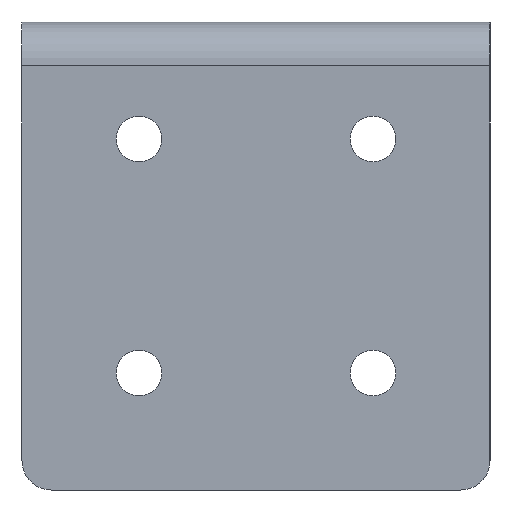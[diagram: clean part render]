
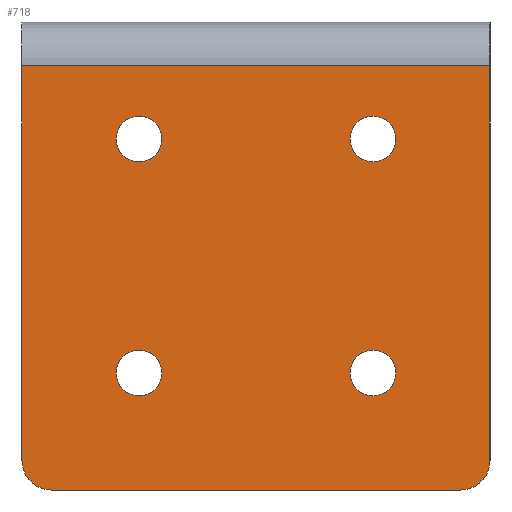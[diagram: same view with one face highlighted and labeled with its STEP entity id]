
A CAD part, left-side view. The second image highlights one B-rep face of the part: STEP entity #718.
In plain terms, the highlighted planar face has unit normal (-1, 0, 0).
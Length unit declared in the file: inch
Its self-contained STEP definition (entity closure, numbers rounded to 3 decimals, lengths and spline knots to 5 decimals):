
#21 = CARTESIAN_POINT ( 'NONE',  ( 0., 1.5, -1.402 ) ) ;
#29 = DIRECTION ( 'NONE',  ( 0., 0., -1. ) ) ;
#30 = CIRCLE ( 'NONE', #1257, 0.098 ) ;
#38 = CARTESIAN_POINT ( 'NONE',  ( 0., 1.5, -1.5 ) ) ;
#39 = DIRECTION ( 'NONE',  ( -1., 0., 0. ) ) ;
#46 = ORIENTED_EDGE ( 'NONE', *, *, #1205, .F. ) ;
#58 = CARTESIAN_POINT ( 'NONE',  ( 0., 1.5, -0.5 ) ) ;
#59 = EDGE_CURVE ( 'NONE', #1311, #702, #134, .T. ) ;
#63 = LINE ( 'NONE', #1324, #1297 ) ;
#66 = ORIENTED_EDGE ( 'NONE', *, *, #816, .F. ) ;
#75 = CARTESIAN_POINT ( 'NONE',  ( 0., 1.5, -1.598 ) ) ;
#112 = CARTESIAN_POINT ( 'NONE',  ( 0., 0.5, -1.5 ) ) ;
#119 = CIRCLE ( 'NONE', #863, 0.098 ) ;
#134 = LINE ( 'NONE', #1080, #1188 ) ;
#163 = EDGE_CURVE ( 'NONE', #741, #533, #211, .T. ) ;
#164 = DIRECTION ( 'NONE',  ( -1., 0., 0. ) ) ;
#166 = DIRECTION ( 'NONE',  ( 0., 0., 1. ) ) ;
#188 = EDGE_LOOP ( 'NONE', ( #204, #1267, #944, #354, #1172, #927 ) ) ;
#193 = EDGE_CURVE ( 'NONE', #1356, #982, #266, .T. ) ;
#197 = ORIENTED_EDGE ( 'NONE', *, *, #900, .F. ) ;
#204 = ORIENTED_EDGE ( 'NONE', *, *, #478, .T. ) ;
#211 = CIRCLE ( 'NONE', #745, 0.098 ) ;
#254 = DIRECTION ( 'NONE',  ( 0., 0., 1. ) ) ;
#266 = CIRCLE ( 'NONE', #1030, 0.098 ) ;
#290 = VERTEX_POINT ( 'NONE', #638 ) ;
#292 = CIRCLE ( 'NONE', #862, 0.098 ) ;
#315 = VECTOR ( 'NONE', #785, 39.37008 ) ;
#320 = DIRECTION ( 'NONE',  ( 0., 0., 1. ) ) ;
#324 = EDGE_CURVE ( 'NONE', #738, #964, #1300, .T. ) ;
#328 = FACE_OUTER_BOUND ( 'NONE', #188, .T. ) ;
#331 = ORIENTED_EDGE ( 'NONE', *, *, #1363, .F. ) ;
#354 = ORIENTED_EDGE ( 'NONE', *, *, #1255, .F. ) ;
#361 = DIRECTION ( 'NONE',  ( -1., 0., 0. ) ) ;
#366 = CARTESIAN_POINT ( 'NONE',  ( 0., 2., -0.1875 ) ) ;
#367 = CARTESIAN_POINT ( 'NONE',  ( 0., 1.5, -1.5 ) ) ;
#368 = CARTESIAN_POINT ( 'NONE',  ( 0., 0.5, -1.598 ) ) ;
#375 = VECTOR ( 'NONE', #378, 39.37008 ) ;
#378 = DIRECTION ( 'NONE',  ( 0., -1., 0. ) ) ;
#421 = CIRCLE ( 'NONE', #1076, 0.098 ) ;
#424 = DIRECTION ( 'NONE',  ( -1., 0., 0. ) ) ;
#430 = DIRECTION ( 'NONE',  ( 0., 0., 1. ) ) ;
#455 = EDGE_CURVE ( 'NONE', #946, #458, #119, .T. ) ;
#458 = VERTEX_POINT ( 'NONE', #553 ) ;
#467 = CARTESIAN_POINT ( 'NONE',  ( 0., 0.5, -0.5 ) ) ;
#478 = EDGE_CURVE ( 'NONE', #582, #1008, #685, .T. ) ;
#506 = CIRCLE ( 'NONE', #1349, 0.125 ) ;
#521 = DIRECTION ( 'NONE',  ( 1., 0., 0. ) ) ;
#528 = DIRECTION ( 'NONE',  ( -1., 0., 0. ) ) ;
#533 = VERTEX_POINT ( 'NONE', #75 ) ;
#536 = FACE_BOUND ( 'NONE', #971, .T. ) ;
#546 = CIRCLE ( 'NONE', #820, 0.098 ) ;
#553 = CARTESIAN_POINT ( 'NONE',  ( 0., 1.5, -0.598 ) ) ;
#563 = CARTESIAN_POINT ( 'NONE',  ( 0., 1.5, -0.402 ) ) ;
#582 = VERTEX_POINT ( 'NONE', #1231 ) ;
#590 = VERTEX_POINT ( 'NONE', #1354 ) ;
#610 = ORIENTED_EDGE ( 'NONE', *, *, #455, .F. ) ;
#630 = CARTESIAN_POINT ( 'NONE',  ( 0., 0.5, -1.402 ) ) ;
#638 = CARTESIAN_POINT ( 'NONE',  ( 0., 0., -0.1875 ) ) ;
#647 = CARTESIAN_POINT ( 'NONE',  ( 0., 2., -1.875 ) ) ;
#665 = CARTESIAN_POINT ( 'NONE',  ( 0., 2., -2. ) ) ;
#673 = CARTESIAN_POINT ( 'NONE',  ( 0., 0.5, -0.5 ) ) ;
#680 = CARTESIAN_POINT ( 'NONE',  ( 0., 1.5, -0.5 ) ) ;
#684 = CARTESIAN_POINT ( 'NONE',  ( 0., 0.125, -1.875 ) ) ;
#685 = LINE ( 'NONE', #665, #375 ) ;
#688 = DIRECTION ( 'NONE',  ( -1., 0., 0. ) ) ;
#702 = VERTEX_POINT ( 'NONE', #647 ) ;
#718 = ADVANCED_FACE ( 'NONE', ( #536, #1155, #1176, #830, #328 ), #951, .T. ) ;
#738 = VERTEX_POINT ( 'NONE', #630 ) ;
#741 = VERTEX_POINT ( 'NONE', #21 ) ;
#742 = CARTESIAN_POINT ( 'NONE',  ( 0., 0.5, -0.402 ) ) ;
#745 = AXIS2_PLACEMENT_3D ( 'NONE', #367, #1258, #320 ) ;
#757 = ORIENTED_EDGE ( 'NONE', *, *, #324, .F. ) ;
#775 = DIRECTION ( 'NONE',  ( 0., 0., 1. ) ) ;
#785 = DIRECTION ( 'NONE',  ( 0., -1., 0. ) ) ;
#796 = DIRECTION ( 'NONE',  ( 0., 0., -1. ) ) ;
#797 = EDGE_CURVE ( 'NONE', #582, #702, #506, .T. ) ;
#815 = EDGE_LOOP ( 'NONE', ( #610, #46 ) ) ;
#816 = EDGE_CURVE ( 'NONE', #533, #741, #421, .T. ) ;
#820 = AXIS2_PLACEMENT_3D ( 'NONE', #680, #688, #775 ) ;
#830 = FACE_BOUND ( 'NONE', #1201, .T. ) ;
#843 = AXIS2_PLACEMENT_3D ( 'NONE', #1062, #528, #430 ) ;
#862 = AXIS2_PLACEMENT_3D ( 'NONE', #1357, #424, #1139 ) ;
#863 = AXIS2_PLACEMENT_3D ( 'NONE', #58, #39, #166 ) ;
#869 = DIRECTION ( 'NONE',  ( 1., 0., 0. ) ) ;
#900 = EDGE_CURVE ( 'NONE', #982, #1356, #30, .T. ) ;
#904 = ORIENTED_EDGE ( 'NONE', *, *, #163, .F. ) ;
#907 = CARTESIAN_POINT ( 'NONE',  ( 0., 2., -0.1875 ) ) ;
#923 = DIRECTION ( 'NONE',  ( -1., 0., 0. ) ) ;
#927 = ORIENTED_EDGE ( 'NONE', *, *, #797, .F. ) ;
#944 = ORIENTED_EDGE ( 'NONE', *, *, #1019, .F. ) ;
#946 = VERTEX_POINT ( 'NONE', #563 ) ;
#951 = PLANE ( 'NONE',  #843 ) ;
#953 = EDGE_CURVE ( 'NONE', #590, #1008, #1144, .T. ) ;
#964 = VERTEX_POINT ( 'NONE', #368 ) ;
#969 = DIRECTION ( 'NONE',  ( 0., 0., 1. ) ) ;
#971 = EDGE_LOOP ( 'NONE', ( #757, #331 ) ) ;
#974 = AXIS2_PLACEMENT_3D ( 'NONE', #684, #869, #1315 ) ;
#982 = VERTEX_POINT ( 'NONE', #1012 ) ;
#1008 = VERTEX_POINT ( 'NONE', #1109 ) ;
#1012 = CARTESIAN_POINT ( 'NONE',  ( 0., 0.5, -0.598 ) ) ;
#1019 = EDGE_CURVE ( 'NONE', #290, #590, #63, .T. ) ;
#1030 = AXIS2_PLACEMENT_3D ( 'NONE', #467, #923, #1208 ) ;
#1048 = ORIENTED_EDGE ( 'NONE', *, *, #193, .F. ) ;
#1062 = CARTESIAN_POINT ( 'NONE',  ( 0., 2., -2. ) ) ;
#1063 = DIRECTION ( 'NONE',  ( -1., 0., 0. ) ) ;
#1076 = AXIS2_PLACEMENT_3D ( 'NONE', #38, #164, #969 ) ;
#1080 = CARTESIAN_POINT ( 'NONE',  ( 0., 2., -2. ) ) ;
#1109 = CARTESIAN_POINT ( 'NONE',  ( 0., 0.125, -2. ) ) ;
#1139 = DIRECTION ( 'NONE',  ( 0., 0., 1. ) ) ;
#1144 = CIRCLE ( 'NONE', #974, 0.125 ) ;
#1155 = FACE_BOUND ( 'NONE', #815, .T. ) ;
#1172 = ORIENTED_EDGE ( 'NONE', *, *, #59, .T. ) ;
#1176 = FACE_BOUND ( 'NONE', #1352, .T. ) ;
#1188 = VECTOR ( 'NONE', #29, 39.37008 ) ;
#1201 = EDGE_LOOP ( 'NONE', ( #1048, #197 ) ) ;
#1205 = EDGE_CURVE ( 'NONE', #458, #946, #546, .T. ) ;
#1208 = DIRECTION ( 'NONE',  ( 0., 0., 1. ) ) ;
#1231 = CARTESIAN_POINT ( 'NONE',  ( 0., 1.875, -2. ) ) ;
#1255 = EDGE_CURVE ( 'NONE', #1311, #290, #1335, .T. ) ;
#1257 = AXIS2_PLACEMENT_3D ( 'NONE', #673, #361, #254 ) ;
#1258 = DIRECTION ( 'NONE',  ( -1., 0., 0. ) ) ;
#1267 = ORIENTED_EDGE ( 'NONE', *, *, #953, .F. ) ;
#1268 = CARTESIAN_POINT ( 'NONE',  ( 0., 1.875, -1.875 ) ) ;
#1284 = DIRECTION ( 'NONE',  ( 0., 0., 1. ) ) ;
#1297 = VECTOR ( 'NONE', #796, 39.37008 ) ;
#1300 = CIRCLE ( 'NONE', #1348, 0.098 ) ;
#1311 = VERTEX_POINT ( 'NONE', #366 ) ;
#1315 = DIRECTION ( 'NONE',  ( 0., 0., 1. ) ) ;
#1324 = CARTESIAN_POINT ( 'NONE',  ( 0., 0., -2. ) ) ;
#1335 = LINE ( 'NONE', #907, #315 ) ;
#1348 = AXIS2_PLACEMENT_3D ( 'NONE', #112, #1063, #1284 ) ;
#1349 = AXIS2_PLACEMENT_3D ( 'NONE', #1268, #521, #1364 ) ;
#1352 = EDGE_LOOP ( 'NONE', ( #904, #66 ) ) ;
#1354 = CARTESIAN_POINT ( 'NONE',  ( 0., 0., -1.875 ) ) ;
#1356 = VERTEX_POINT ( 'NONE', #742 ) ;
#1357 = CARTESIAN_POINT ( 'NONE',  ( 0., 0.5, -1.5 ) ) ;
#1363 = EDGE_CURVE ( 'NONE', #964, #738, #292, .T. ) ;
#1364 = DIRECTION ( 'NONE',  ( 0., 0., 1. ) ) ;
